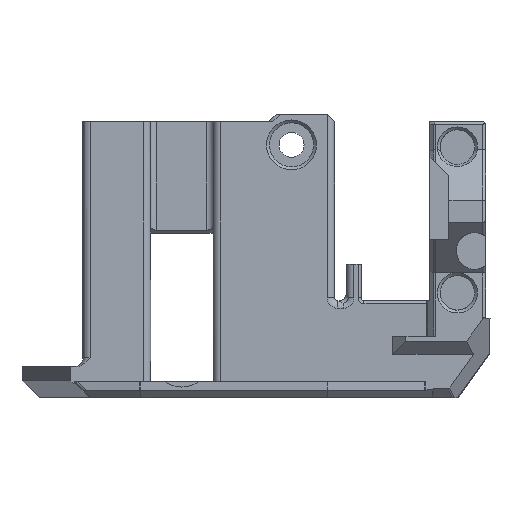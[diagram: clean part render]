
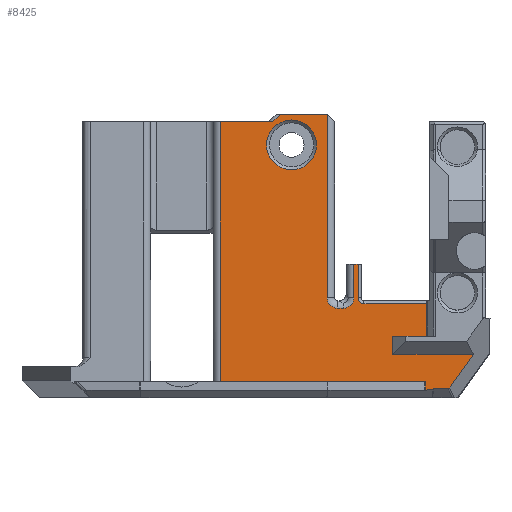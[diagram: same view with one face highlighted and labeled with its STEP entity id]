
A CAD part, left-side view. The second image highlights one B-rep face of the part: STEP entity #8425.
In plain terms, the highlighted planar face has unit normal (-1, 0, 0).
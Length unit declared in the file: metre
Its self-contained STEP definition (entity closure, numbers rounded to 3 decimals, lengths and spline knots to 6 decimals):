
#180=ELLIPSE('',#8931,0.000567,0.0004);
#181=ELLIPSE('',#8932,0.000602,0.0004);
#413=CIRCLE('',#8930,0.0034);
#414=CIRCLE('',#8933,0.0008);
#415=CIRCLE('',#8934,0.0014);
#416=CIRCLE('',#8935,0.0014);
#938=ORIENTED_EDGE('',*,*,#3495,.F.);
#939=ORIENTED_EDGE('',*,*,#3496,.T.);
#940=ORIENTED_EDGE('',*,*,#3497,.F.);
#941=ORIENTED_EDGE('',*,*,#3498,.F.);
#942=ORIENTED_EDGE('',*,*,#3499,.F.);
#943=ORIENTED_EDGE('',*,*,#3500,.F.);
#944=ORIENTED_EDGE('',*,*,#3492,.F.);
#945=ORIENTED_EDGE('',*,*,#3501,.F.);
#946=ORIENTED_EDGE('',*,*,#3481,.F.);
#947=ORIENTED_EDGE('',*,*,#3502,.F.);
#948=ORIENTED_EDGE('',*,*,#3503,.F.);
#949=ORIENTED_EDGE('',*,*,#3504,.F.);
#950=ORIENTED_EDGE('',*,*,#3505,.F.);
#951=ORIENTED_EDGE('',*,*,#3506,.T.);
#952=ORIENTED_EDGE('',*,*,#3507,.F.);
#953=ORIENTED_EDGE('',*,*,#3508,.F.);
#954=ORIENTED_EDGE('',*,*,#3509,.F.);
#955=ORIENTED_EDGE('',*,*,#3510,.F.);
#956=ORIENTED_EDGE('',*,*,#3511,.F.);
#957=ORIENTED_EDGE('',*,*,#3512,.F.);
#958=ORIENTED_EDGE('',*,*,#3513,.T.);
#959=ORIENTED_EDGE('',*,*,#3514,.T.);
#960=ORIENTED_EDGE('',*,*,#3515,.F.);
#961=ORIENTED_EDGE('',*,*,#3516,.F.);
#962=ORIENTED_EDGE('',*,*,#3517,.F.);
#3481=EDGE_CURVE('',#4756,#4757,#5608,.T.);
#3492=EDGE_CURVE('',#4766,#4767,#5618,.T.);
#3495=EDGE_CURVE('',#4768,#4768,#413,.T.);
#3496=EDGE_CURVE('',#4769,#4770,#5621,.T.);
#3497=EDGE_CURVE('',#4771,#4770,#180,.T.);
#3498=EDGE_CURVE('',#4772,#4771,#5622,.T.);
#3499=EDGE_CURVE('',#4773,#4772,#181,.T.);
#3500=EDGE_CURVE('',#4767,#4773,#5623,.T.);
#3501=EDGE_CURVE('',#4757,#4766,#5624,.T.);
#3502=EDGE_CURVE('',#4774,#4756,#5625,.T.);
#3503=EDGE_CURVE('',#4775,#4774,#5626,.T.);
#3504=EDGE_CURVE('',#4776,#4775,#414,.T.);
#3505=EDGE_CURVE('',#4777,#4776,#5627,.T.);
#3506=EDGE_CURVE('',#4777,#4778,#5628,.T.);
#3507=EDGE_CURVE('',#4779,#4778,#5629,.T.);
#3508=EDGE_CURVE('',#4780,#4779,#415,.T.);
#3509=EDGE_CURVE('',#4781,#4780,#5630,.T.);
#3510=EDGE_CURVE('',#4782,#4781,#416,.T.);
#3511=EDGE_CURVE('',#4783,#4782,#5631,.T.);
#3512=EDGE_CURVE('',#4784,#4783,#5632,.T.);
#3513=EDGE_CURVE('',#4784,#4785,#5633,.T.);
#3514=EDGE_CURVE('',#4785,#4786,#5634,.T.);
#3515=EDGE_CURVE('',#4787,#4786,#5635,.T.);
#3516=EDGE_CURVE('',#4788,#4787,#5636,.T.);
#3517=EDGE_CURVE('',#4769,#4788,#5637,.T.);
#4756=VERTEX_POINT('',#12459);
#4757=VERTEX_POINT('',#12461);
#4766=VERTEX_POINT('',#12483);
#4767=VERTEX_POINT('',#12484);
#4768=VERTEX_POINT('',#12489);
#4769=VERTEX_POINT('',#12491);
#4770=VERTEX_POINT('',#12492);
#4771=VERTEX_POINT('',#12494);
#4772=VERTEX_POINT('',#12496);
#4773=VERTEX_POINT('',#12498);
#4774=VERTEX_POINT('',#12502);
#4775=VERTEX_POINT('',#12504);
#4776=VERTEX_POINT('',#12506);
#4777=VERTEX_POINT('',#12508);
#4778=VERTEX_POINT('',#12510);
#4779=VERTEX_POINT('',#12512);
#4780=VERTEX_POINT('',#12514);
#4781=VERTEX_POINT('',#12516);
#4782=VERTEX_POINT('',#12518);
#4783=VERTEX_POINT('',#12520);
#4784=VERTEX_POINT('',#12522);
#4785=VERTEX_POINT('',#12524);
#4786=VERTEX_POINT('',#12526);
#4787=VERTEX_POINT('',#12528);
#4788=VERTEX_POINT('',#12530);
#5608=LINE('',#12460,#6407);
#5618=LINE('',#12482,#6417);
#5621=LINE('',#12490,#6420);
#5622=LINE('',#12495,#6421);
#5623=LINE('',#12499,#6422);
#5624=LINE('',#12500,#6423);
#5625=LINE('',#12501,#6424);
#5626=LINE('',#12503,#6425);
#5627=LINE('',#12507,#6426);
#5628=LINE('',#12509,#6427);
#5629=LINE('',#12511,#6428);
#5630=LINE('',#12515,#6429);
#5631=LINE('',#12519,#6430);
#5632=LINE('',#12521,#6431);
#5633=LINE('',#12523,#6432);
#5634=LINE('',#12525,#6433);
#5635=LINE('',#12527,#6434);
#5636=LINE('',#12529,#6435);
#5637=LINE('',#12531,#6436);
#6407=VECTOR('',#9876,1.);
#6417=VECTOR('',#9892,1.);
#6420=VECTOR('',#9899,1.);
#6421=VECTOR('',#9902,1.);
#6422=VECTOR('',#9905,1.);
#6423=VECTOR('',#9906,1.);
#6424=VECTOR('',#9907,1.);
#6425=VECTOR('',#9908,1.);
#6426=VECTOR('',#9911,1.);
#6427=VECTOR('',#9912,1.);
#6428=VECTOR('',#9913,1.);
#6429=VECTOR('',#9916,1.);
#6430=VECTOR('',#9919,1.);
#6431=VECTOR('',#9920,1.);
#6432=VECTOR('',#9921,1.);
#6433=VECTOR('',#9922,1.);
#6434=VECTOR('',#9923,1.);
#6435=VECTOR('',#9924,1.);
#6436=VECTOR('',#9925,1.);
#7125=EDGE_LOOP('',(#938));
#7126=EDGE_LOOP('',(#939,#940,#941,#942,#943,#944,#945,#946,#947,#948,#949,
#950,#951,#952,#953,#954,#955,#956,#957,#958,#959,#960,#961,#962));
#7646=FACE_BOUND('',#7125,.T.);
#7647=FACE_BOUND('',#7126,.T.);
#8164=PLANE('',#8929);
#8425=ADVANCED_FACE('',(#7646,#7647),#8164,.T.);
#8929=AXIS2_PLACEMENT_3D('',#12487,#9895,#9896);
#8930=AXIS2_PLACEMENT_3D('',#12488,#9897,#9898);
#8931=AXIS2_PLACEMENT_3D('',#12493,#9900,#9901);
#8932=AXIS2_PLACEMENT_3D('',#12497,#9903,#9904);
#8933=AXIS2_PLACEMENT_3D('',#12505,#9909,#9910);
#8934=AXIS2_PLACEMENT_3D('',#12513,#9914,#9915);
#8935=AXIS2_PLACEMENT_3D('',#12517,#9917,#9918);
#9876=DIRECTION('',(0.,1.,0.));
#9892=DIRECTION('',(0.,-1.,0.));
#9895=DIRECTION('',(-1.,0.,0.));
#9896=DIRECTION('',(0.,-1.,0.));
#9897=DIRECTION('',(-1.,0.,0.));
#9898=DIRECTION('',(0.,-1.,0.));
#9899=DIRECTION('',(0.,-0.984,0.176));
#9900=DIRECTION('',(-1.,0.,0.));
#9901=DIRECTION('',(0.,0.09,-0.996));
#9902=DIRECTION('',(0.,1.,0.));
#9903=DIRECTION('',(1.,0.,0.));
#9904=DIRECTION('',(0.,0.458,0.889));
#9905=DIRECTION('',(0.,0.581,-0.814));
#9906=DIRECTION('',(0.,0.,-1.));
#9907=DIRECTION('',(0.,0.,-1.));
#9908=DIRECTION('',(0.,-1.,0.));
#9909=DIRECTION('',(-1.,0.,0.));
#9910=DIRECTION('',(0.,-1.,0.));
#9911=DIRECTION('',(0.,0.,-1.));
#9912=DIRECTION('',(0.,1.,0.));
#9913=DIRECTION('',(0.,0.,1.));
#9914=DIRECTION('',(-1.,0.,0.));
#9915=DIRECTION('',(0.,1.,0.));
#9916=DIRECTION('',(0.,-1.,0.));
#9917=DIRECTION('',(-1.,0.,0.));
#9918=DIRECTION('',(0.,1.,0.));
#9919=DIRECTION('',(0.,0.,-1.));
#9920=DIRECTION('',(0.,-1.,0.));
#9921=DIRECTION('',(0.,0.707,-0.707));
#9922=DIRECTION('',(0.,1.,0.));
#9923=DIRECTION('',(0.,0.,1.));
#9924=DIRECTION('',(0.,1.,0.));
#9925=DIRECTION('',(0.,0.,1.));
#12459=CARTESIAN_POINT('',(-0.071684,-0.017035,0.0084));
#12460=CARTESIAN_POINT('',(-0.071684,-0.012279,0.0084));
#12461=CARTESIAN_POINT('',(-0.071684,-0.012379,0.0084));
#12482=CARTESIAN_POINT('',(-0.071684,-0.018359,0.0059));
#12483=CARTESIAN_POINT('',(-0.071684,-0.012379,0.0059));
#12484=CARTESIAN_POINT('',(-0.071684,-0.023395,0.0059));
#12487=CARTESIAN_POINT('',(-0.071684,0.029879,0.0032));
#12488=CARTESIAN_POINT('',(-0.071684,0.00142,0.034464));
#12489=CARTESIAN_POINT('',(-0.071684,-0.00198,0.034464));
#12490=CARTESIAN_POINT('',(-0.071684,0.028044,-0.007036));
#12491=CARTESIAN_POINT('',(-0.071684,-0.01682,0.001006));
#12492=CARTESIAN_POINT('',(-0.071684,-0.017874,0.001195));
#12493=CARTESIAN_POINT('',(-0.071684,-0.017899,0.000634));
#12494=CARTESIAN_POINT('',(-0.071684,-0.017925,0.0012));
#12495=CARTESIAN_POINT('',(-0.071684,0.020768,0.0012));
#12496=CARTESIAN_POINT('',(-0.071684,-0.019892,0.0012));
#12497=CARTESIAN_POINT('',(-0.071684,-0.019747,0.001766));
#12498=CARTESIAN_POINT('',(-0.071684,-0.020122,0.001318));
#12499=CARTESIAN_POINT('',(-0.071684,-0.020427,0.001745));
#12500=CARTESIAN_POINT('',(-0.071684,-0.012379,0.0045));
#12501=CARTESIAN_POINT('',(-0.071684,-0.017035,0.019315));
#12502=CARTESIAN_POINT('',(-0.071684,-0.017035,0.0128));
#12503=CARTESIAN_POINT('',(-0.071684,0.007188,0.0128));
#12504=CARTESIAN_POINT('',(-0.071684,-0.008454,0.0128));
#12505=CARTESIAN_POINT('',(-0.071684,-0.008454,0.0136));
#12506=CARTESIAN_POINT('',(-0.071684,-0.007654,0.0136));
#12507=CARTESIAN_POINT('',(-0.071684,-0.007654,0.0082));
#12508=CARTESIAN_POINT('',(-0.071684,-0.007654,0.0182));
#12509=CARTESIAN_POINT('',(-0.071684,0.029879,0.0182));
#12510=CARTESIAN_POINT('',(-0.071684,-0.007054,0.0182));
#12511=CARTESIAN_POINT('',(-0.071684,-0.007054,0.0052));
#12512=CARTESIAN_POINT('',(-0.071684,-0.007054,0.0136));
#12513=CARTESIAN_POINT('',(-0.071684,-0.005654,0.0136));
#12514=CARTESIAN_POINT('',(-0.071684,-0.005654,0.0122));
#12515=CARTESIAN_POINT('',(-0.071684,0.007188,0.0122));
#12516=CARTESIAN_POINT('',(-0.071684,-0.004846,0.0122));
#12517=CARTESIAN_POINT('',(-0.071684,-0.004846,0.0136));
#12518=CARTESIAN_POINT('',(-0.071684,-0.003446,0.0136));
#12519=CARTESIAN_POINT('',(-0.071684,-0.003446,0.014308));
#12520=CARTESIAN_POINT('',(-0.071684,-0.003446,0.03863));
#12521=CARTESIAN_POINT('',(-0.071684,0.00867,0.03863));
#12522=CARTESIAN_POINT('',(-0.071684,0.002963,0.03863));
#12523=CARTESIAN_POINT('',(-0.071684,0.018941,0.022652));
#12524=CARTESIAN_POINT('',(-0.071684,0.003965,0.03763));
#12525=CARTESIAN_POINT('',(-0.071684,0.029879,0.03763));
#12526=CARTESIAN_POINT('',(-0.071684,0.011129,0.03763));
#12527=CARTESIAN_POINT('',(-0.071684,0.011129,0.020415));
#12528=CARTESIAN_POINT('',(-0.071684,0.011129,0.0022));
#12529=CARTESIAN_POINT('',(-0.071684,0.00867,0.0022));
#12530=CARTESIAN_POINT('',(-0.071684,-0.01682,0.0022));
#12531=CARTESIAN_POINT('',(-0.071684,-0.01682,0.0024));
